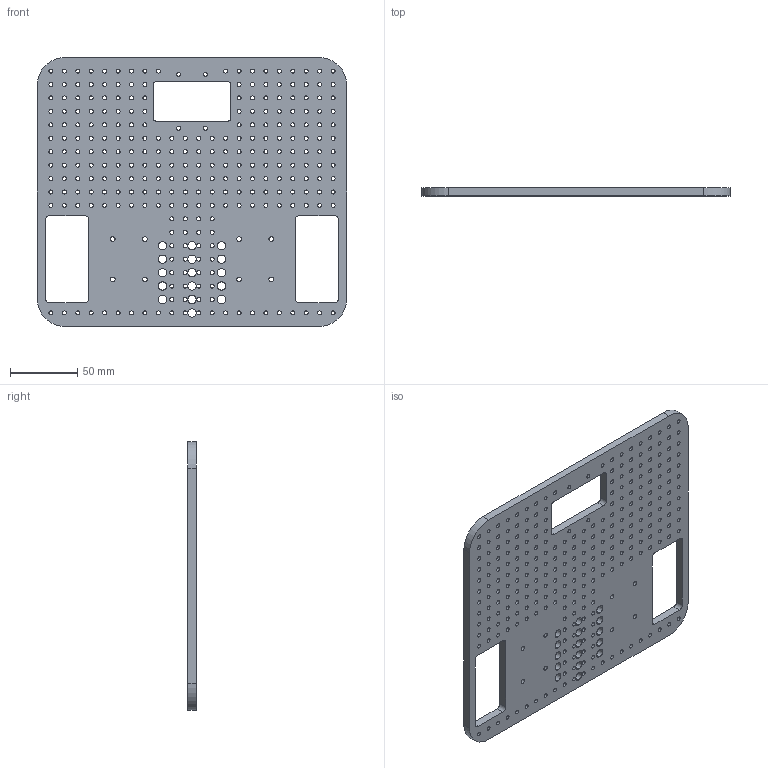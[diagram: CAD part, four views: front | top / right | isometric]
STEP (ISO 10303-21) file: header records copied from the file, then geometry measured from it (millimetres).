
FILE_DESCRIPTION (( 'STEP AP214' ), '1' );
FILE_NAME ('BaseLayer.STEP', '2025-02-06T03:32:26', ( '' ), ( '' ), 'SwSTEP 2.0', 'SolidWorks 2022', '' );
FILE_SCHEMA (( 'AUTOMOTIVE_DESIGN' ));
Length unit declared in the file: millimetre
Products named in the file (1): BaseLayer
Bounding box: 230 x 6 x 200 mm (x, y, z)
Volume: 223963 mm3; surface area: 100446.3 mm2
Topology: 1 solids, 1 shells, 618 faces, 1848 edges, 1232 vertices
Faces by surface type: cylinder 600, plane 18
Entity records: 22766 total; most frequent: DIRECTION 4286, CARTESIAN_POINT 3699, ORIENTED_EDGE 3696, EDGE_CURVE 1848, AXIS2_PLACEMENT_3D 1819, VERTEX_POINT 1232, EDGE_LOOP 1208, CIRCLE 1200
